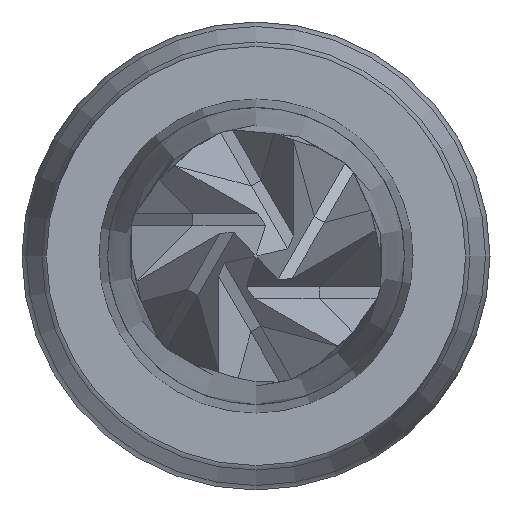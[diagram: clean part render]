
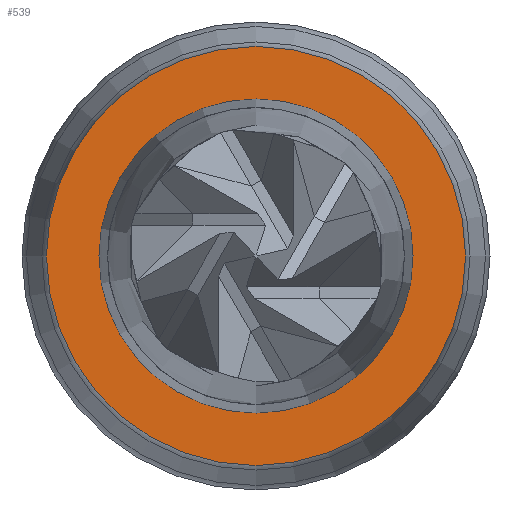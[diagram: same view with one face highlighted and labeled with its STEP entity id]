
A CAD part, left-side view. The second image highlights one B-rep face of the part: STEP entity #539.
In plain terms, the highlighted planar face has unit normal (-1, 0, 0).
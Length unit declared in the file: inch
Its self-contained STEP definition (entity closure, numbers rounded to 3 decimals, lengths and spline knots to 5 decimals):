
#92 = EDGE_CURVE ( 'NONE', #1570, #1570, #252, .T. ) ;
#252 = CIRCLE ( 'NONE', #943, 0.018 ) ;
#309 = EDGE_CURVE ( 'NONE', #1031, #1031, #653, .T. ) ;
#456 = EDGE_LOOP ( 'NONE', ( #1355 ) ) ;
#509 = DIRECTION ( 'NONE',  ( -1., 0., 0. ) ) ;
#510 = CARTESIAN_POINT ( 'NONE',  ( -0.50104, 0.00048, 0. ) ) ;
#518 = FACE_BOUND ( 'NONE', #456, .T. ) ;
#539 = ADVANCED_FACE ( 'NONE', ( #518, #543 ), #1743, .T. ) ;
#543 = FACE_OUTER_BOUND ( 'NONE', #826, .T. ) ;
#621 = DIRECTION ( 'NONE',  ( -1., 0., 0. ) ) ;
#653 = CIRCLE ( 'NONE', #655, 0.01349 ) ;
#655 = AXIS2_PLACEMENT_3D ( 'NONE', #707, #1106, #1663 ) ;
#693 = ORIENTED_EDGE ( 'NONE', *, *, #92, .T. ) ;
#707 = CARTESIAN_POINT ( 'NONE',  ( -0.50104, 0.00048, 0. ) ) ;
#741 = AXIS2_PLACEMENT_3D ( 'NONE', #1645, #509, #1348 ) ;
#826 = EDGE_LOOP ( 'NONE', ( #693 ) ) ;
#875 = CARTESIAN_POINT ( 'NONE',  ( -0.50104, 0.00048, -0.018 ) ) ;
#888 = DIRECTION ( 'NONE',  ( 0., 0., -1. ) ) ;
#943 = AXIS2_PLACEMENT_3D ( 'NONE', #510, #621, #888 ) ;
#1031 = VERTEX_POINT ( 'NONE', #1603 ) ;
#1106 = DIRECTION ( 'NONE',  ( -1., 0., 0. ) ) ;
#1348 = DIRECTION ( 'NONE',  ( 0., 1., 0. ) ) ;
#1355 = ORIENTED_EDGE ( 'NONE', *, *, #309, .F. ) ;
#1570 = VERTEX_POINT ( 'NONE', #875 ) ;
#1603 = CARTESIAN_POINT ( 'NONE',  ( -0.50104, -0.01301, 0. ) ) ;
#1645 = CARTESIAN_POINT ( 'NONE',  ( -0.50104, -0.01752, 0. ) ) ;
#1663 = DIRECTION ( 'NONE',  ( 0., -1., 0. ) ) ;
#1743 = PLANE ( 'NONE',  #741 ) ;
